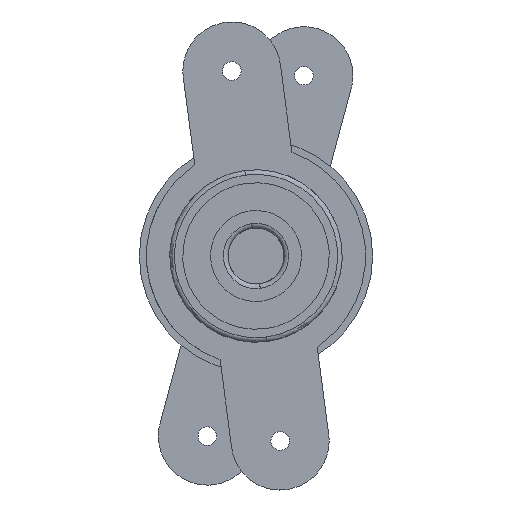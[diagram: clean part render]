
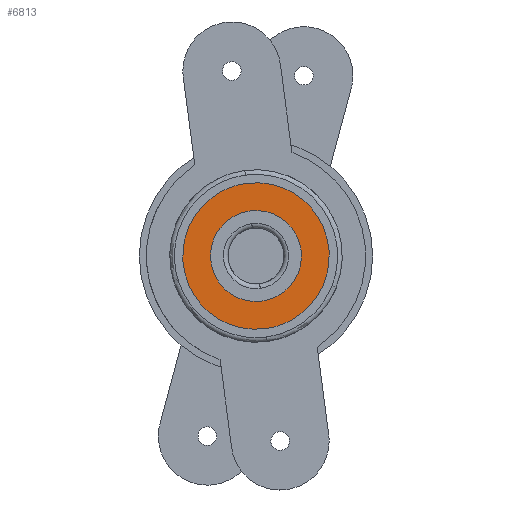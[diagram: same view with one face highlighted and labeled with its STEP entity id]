
A CAD part, left-side view. The second image highlights one B-rep face of the part: STEP entity #6813.
In plain terms, the highlighted planar face has unit normal (-1, 0, 0).
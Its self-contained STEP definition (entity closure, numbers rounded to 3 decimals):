
#6672=CARTESIAN_POINT('Vertex',(-78.7,-100.822,273.654)) ;
#6688=CARTESIAN_POINT('Vertex',(-78.7,-103.344,254.318)) ;
#6691=CARTESIAN_POINT('Axis2P3D Location',(-78.7,-102.083,263.986)) ;
#6704=CARTESIAN_POINT('Control Point',(-78.7,-103.344,254.318)) ;
#6705=CARTESIAN_POINT('Control Point',(-78.7,-101.826,254.12)) ;
#6706=CARTESIAN_POINT('Control Point',(-78.7,-100.268,254.22)) ;
#6707=CARTESIAN_POINT('Control Point',(-78.7,-98.75,254.629)) ;
#6708=CARTESIAN_POINT('Control Point',(-78.7,-95.955,256.019)) ;
#6709=CARTESIAN_POINT('Control Point',(-78.7,-93.894,258.364)) ;
#6710=CARTESIAN_POINT('Control Point',(-78.7,-93.109,259.726)) ;
#6711=CARTESIAN_POINT('Control Point',(-78.7,-92.117,262.686)) ;
#6712=CARTESIAN_POINT('Control Point',(-78.7,-92.317,265.801)) ;
#6713=CARTESIAN_POINT('Control Point',(-78.7,-92.726,267.319)) ;
#6714=CARTESIAN_POINT('Control Point',(-78.7,-94.116,270.114)) ;
#6715=CARTESIAN_POINT('Control Point',(-78.7,-96.461,272.175)) ;
#6716=CARTESIAN_POINT('Control Point',(-78.7,-97.823,272.96)) ;
#6717=CARTESIAN_POINT('Control Point',(-78.7,-99.303,273.456)) ;
#6718=CARTESIAN_POINT('Control Point',(-78.7,-100.822,273.654)) ;
#6744=CARTESIAN_POINT('Axis2P3D Location',(-78.7,-88.546,246.387)) ;
#6750=CARTESIAN_POINT('Control Point',(-78.7,-100.052,279.554)) ;
#6751=CARTESIAN_POINT('Control Point',(-78.7,-101.592,279.755)) ;
#6752=CARTESIAN_POINT('Control Point',(-78.7,-103.156,279.766)) ;
#6753=CARTESIAN_POINT('Control Point',(-78.7,-104.715,279.582)) ;
#6754=CARTESIAN_POINT('Control Point',(-78.7,-107.753,278.832)) ;
#6755=CARTESIAN_POINT('Control Point',(-78.7,-110.517,277.365)) ;
#6756=CARTESIAN_POINT('Control Point',(-78.7,-111.802,276.464)) ;
#6757=CARTESIAN_POINT('Control Point',(-78.7,-114.12,274.362)) ;
#6758=CARTESIAN_POINT('Control Point',(-78.7,-115.857,271.759)) ;
#6759=CARTESIAN_POINT('Control Point',(-78.7,-116.56,270.356)) ;
#6760=CARTESIAN_POINT('Control Point',(-78.7,-117.603,267.405)) ;
#6761=CARTESIAN_POINT('Control Point',(-78.7,-117.896,264.29)) ;
#6762=CARTESIAN_POINT('Control Point',(-78.7,-117.848,262.721)) ;
#6763=CARTESIAN_POINT('Control Point',(-78.7,-117.366,259.629)) ;
#6764=CARTESIAN_POINT('Control Point',(-78.7,-116.146,256.748)) ;
#6765=CARTESIAN_POINT('Control Point',(-78.7,-115.359,255.39)) ;
#6766=CARTESIAN_POINT('Control Point',(-78.7,-113.467,252.897)) ;
#6767=CARTESIAN_POINT('Control Point',(-78.7,-111.025,250.941)) ;
#6768=CARTESIAN_POINT('Control Point',(-78.7,-109.688,250.119)) ;
#6769=CARTESIAN_POINT('Control Point',(-78.7,-107.763,249.243)) ;
#6770=CARTESIAN_POINT('Control Point',(-78.7,-105.732,248.701)) ;
#6771=CARTESIAN_POINT('Control Point',(-78.7,-105.196,248.583)) ;
#6772=CARTESIAN_POINT('Control Point',(-78.7,-104.656,248.489)) ;
#6773=CARTESIAN_POINT('Control Point',(-78.7,-104.114,248.418)) ;
#6774=CARTESIAN_POINT('Vertex',(-78.7,-100.052,279.554)) ;
#6776=CARTESIAN_POINT('Vertex',(-78.7,-104.114,248.418)) ;
#6780=CARTESIAN_POINT('Control Point',(-78.7,-104.114,248.418)) ;
#6781=CARTESIAN_POINT('Control Point',(-78.7,-102.574,248.217)) ;
#6782=CARTESIAN_POINT('Control Point',(-78.7,-101.01,248.207)) ;
#6783=CARTESIAN_POINT('Control Point',(-78.7,-99.451,248.391)) ;
#6784=CARTESIAN_POINT('Control Point',(-78.7,-96.413,249.14)) ;
#6785=CARTESIAN_POINT('Control Point',(-78.7,-93.649,250.607)) ;
#6786=CARTESIAN_POINT('Control Point',(-78.7,-92.365,251.508)) ;
#6787=CARTESIAN_POINT('Control Point',(-78.7,-90.046,253.61)) ;
#6788=CARTESIAN_POINT('Control Point',(-78.7,-88.309,256.213)) ;
#6789=CARTESIAN_POINT('Control Point',(-78.7,-87.607,257.616)) ;
#6790=CARTESIAN_POINT('Control Point',(-78.7,-86.563,260.567)) ;
#6791=CARTESIAN_POINT('Control Point',(-78.7,-86.27,263.682)) ;
#6792=CARTESIAN_POINT('Control Point',(-78.7,-86.318,265.251)) ;
#6793=CARTESIAN_POINT('Control Point',(-78.7,-86.8,268.343)) ;
#6794=CARTESIAN_POINT('Control Point',(-78.7,-88.021,271.224)) ;
#6795=CARTESIAN_POINT('Control Point',(-78.7,-88.807,272.582)) ;
#6796=CARTESIAN_POINT('Control Point',(-78.7,-90.699,275.075)) ;
#6797=CARTESIAN_POINT('Control Point',(-78.7,-93.141,277.032)) ;
#6798=CARTESIAN_POINT('Control Point',(-78.7,-94.478,277.853)) ;
#6799=CARTESIAN_POINT('Control Point',(-78.7,-96.403,278.73)) ;
#6800=CARTESIAN_POINT('Control Point',(-78.7,-98.434,279.271)) ;
#6801=CARTESIAN_POINT('Control Point',(-78.7,-98.971,279.389)) ;
#6802=CARTESIAN_POINT('Control Point',(-78.7,-99.51,279.483)) ;
#6803=CARTESIAN_POINT('Control Point',(-78.7,-100.052,279.554)) ;
#6692=DIRECTION('Axis2P3D Direction',(1.,0.,-0.)) ;
#6745=DIRECTION('Axis2P3D Direction',(-1.,0.,0.)) ;
#6746=DIRECTION('Axis2P3D XDirection',(0.,-0.992,0.129)) ;
#6693=AXIS2_PLACEMENT_3D('Circle Axis2P3D',#6691,#6692,$) ;
#6747=AXIS2_PLACEMENT_3D('Plane Axis2P3D',#6744,#6745,#6746) ;
#6694=CIRCLE('generated circle',#6693,9.75) ;
#6748=PLANE('',#6747) ;
#6812=FACE_BOUND('',#6809,.T.) ;
#6695=EDGE_CURVE('',#6673,#6689,#6694,.T.) ;
#6719=EDGE_CURVE('',#6689,#6673,#6703,.T.) ;
#6778=EDGE_CURVE('',#6775,#6777,#6749,.T.) ;
#6804=EDGE_CURVE('',#6777,#6775,#6779,.T.) ;
#6805=EDGE_LOOP('',(#6806,#6807)) ;
#6809=EDGE_LOOP('',(#6810,#6811)) ;
#6806=ORIENTED_EDGE('',*,*,#6778,.F.) ;
#6807=ORIENTED_EDGE('',*,*,#6804,.F.) ;
#6810=ORIENTED_EDGE('',*,*,#6719,.T.) ;
#6811=ORIENTED_EDGE('',*,*,#6695,.T.) ;
#6673=VERTEX_POINT('',#6672) ;
#6689=VERTEX_POINT('',#6688) ;
#6775=VERTEX_POINT('',#6774) ;
#6777=VERTEX_POINT('',#6776) ;
#6813=ADVANCED_FACE('53949070.2\\Body38',(#6808,#6812),#6748,.T.) ;
#6703=B_SPLINE_CURVE_WITH_KNOTS('',5,(#6704,#6705,#6706,#6707,#6708,#6709,#6710,#6711,#6712,#6713,#6714,#6715,#6716,#6717,#6718),.UNSPECIFIED.,.F.,.U.,(6,3,3,3,6),(-15.315,-7.658,0.,7.658,15.315),.UNSPECIFIED.) ;
#6749=B_SPLINE_CURVE_WITH_KNOTS('',5,(#6750,#6751,#6752,#6753,#6754,#6755,#6756,#6757,#6758,#6759,#6760,#6761,#6762,#6763,#6764,#6765,#6766,#6767,#6768,#6769,#6770,#6771,#6772,#6773),.UNSPECIFIED.,.F.,.U.,(6,3,3,3,3,3,3,6),(0.,10.981,21.961,32.942,43.922,54.903,65.884,69.75),.UNSPECIFIED.) ;
#6779=B_SPLINE_CURVE_WITH_KNOTS('',5,(#6780,#6781,#6782,#6783,#6784,#6785,#6786,#6787,#6788,#6789,#6790,#6791,#6792,#6793,#6794,#6795,#6796,#6797,#6798,#6799,#6800,#6801,#6802,#6803),.UNSPECIFIED.,.F.,.U.,(6,3,3,3,3,3,3,6),(0.,10.981,21.961,32.942,43.922,54.903,65.884,69.75),.UNSPECIFIED.) ;
#6808=FACE_OUTER_BOUND('',#6805,.T.) ;
